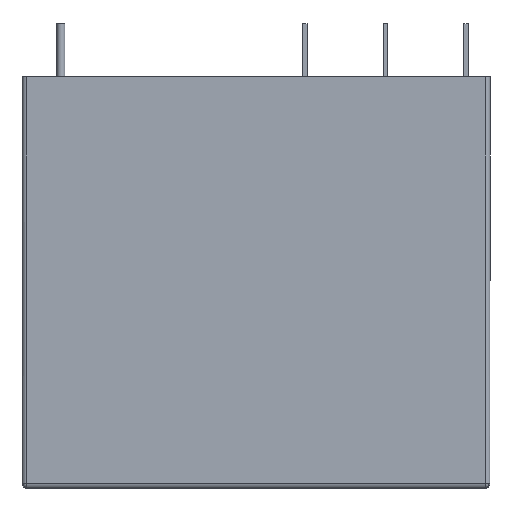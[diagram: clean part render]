
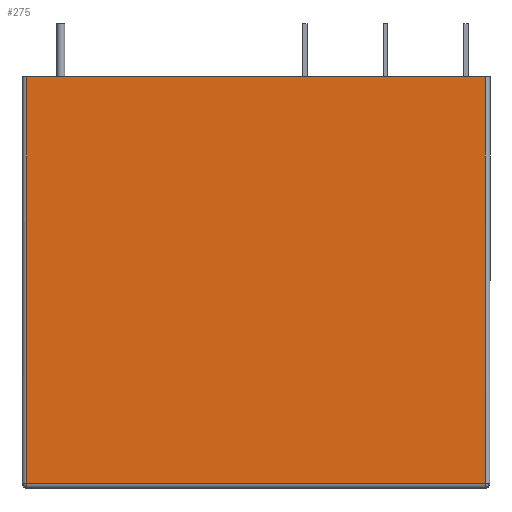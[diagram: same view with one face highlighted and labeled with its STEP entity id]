
A CAD part, front view. The second image highlights one B-rep face of the part: STEP entity #275.
In plain terms, the highlighted planar face has unit normal (0, -1, 0).
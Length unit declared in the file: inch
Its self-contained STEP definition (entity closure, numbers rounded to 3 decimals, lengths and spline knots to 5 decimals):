
#12 = LINE ( 'NONE', #1175, #410 ) ;
#35 = VERTEX_POINT ( 'NONE', #1376 ) ;
#110 = DIRECTION ( 'NONE',  ( 0., 0., 1. ) ) ;
#157 = EDGE_CURVE ( 'NONE', #35, #1672, #1643, .T. ) ;
#230 = CARTESIAN_POINT ( 'NONE',  ( 0.55906, -0.24803, 0. ) ) ;
#235 = VERTEX_POINT ( 'NONE', #1225 ) ;
#275 = ADVANCED_FACE ( 'NONE', ( #1521 ), #441, .T. ) ;
#287 = ORIENTED_EDGE ( 'NONE', *, *, #877, .T. ) ;
#374 = DIRECTION ( 'NONE',  ( 0., 0., -1. ) ) ;
#396 = CARTESIAN_POINT ( 'NONE',  ( 0.55906, -0.24803, -0.99213 ) ) ;
#410 = VECTOR ( 'NONE', #374, 39.37008 ) ;
#415 = DIRECTION ( 'NONE',  ( -1., 0., 0. ) ) ;
#439 = ORIENTED_EDGE ( 'NONE', *, *, #1029, .T. ) ;
#441 = PLANE ( 'NONE',  #691 ) ;
#538 = CARTESIAN_POINT ( 'NONE',  ( -0.57087, -0.24803, 0. ) ) ;
#564 = ORIENTED_EDGE ( 'NONE', *, *, #1258, .T. ) ;
#565 = DIRECTION ( 'NONE',  ( 0., 0., -1. ) ) ;
#691 = AXIS2_PLACEMENT_3D ( 'NONE', #1493, #1375, #565 ) ;
#870 = VECTOR ( 'NONE', #110, 39.37008 ) ;
#877 = EDGE_CURVE ( 'NONE', #1672, #1261, #1215, .T. ) ;
#878 = ORIENTED_EDGE ( 'NONE', *, *, #157, .T. ) ;
#1029 = EDGE_CURVE ( 'NONE', #1261, #235, #1371, .T. ) ;
#1043 = DIRECTION ( 'NONE',  ( 1., 0., 0. ) ) ;
#1175 = CARTESIAN_POINT ( 'NONE',  ( -0.55906, -0.24803, 0. ) ) ;
#1215 = LINE ( 'NONE', #1443, #870 ) ;
#1219 = EDGE_LOOP ( 'NONE', ( #878, #287, #439, #564 ) ) ;
#1225 = CARTESIAN_POINT ( 'NONE',  ( -0.55906, -0.24803, 0. ) ) ;
#1258 = EDGE_CURVE ( 'NONE', #235, #35, #12, .T. ) ;
#1261 = VERTEX_POINT ( 'NONE', #230 ) ;
#1284 = VECTOR ( 'NONE', #1043, 39.37008 ) ;
#1371 = LINE ( 'NONE', #538, #1677 ) ;
#1375 = DIRECTION ( 'NONE',  ( 0., -1., 0. ) ) ;
#1376 = CARTESIAN_POINT ( 'NONE',  ( -0.55906, -0.24803, -0.99213 ) ) ;
#1443 = CARTESIAN_POINT ( 'NONE',  ( 0.55906, -0.24803, 0. ) ) ;
#1493 = CARTESIAN_POINT ( 'NONE',  ( -0.57087, -0.24803, 0. ) ) ;
#1521 = FACE_OUTER_BOUND ( 'NONE', #1219, .T. ) ;
#1643 = LINE ( 'NONE', #1698, #1284 ) ;
#1672 = VERTEX_POINT ( 'NONE', #396 ) ;
#1677 = VECTOR ( 'NONE', #415, 39.37008 ) ;
#1698 = CARTESIAN_POINT ( 'NONE',  ( -0.57087, -0.24803, -0.99213 ) ) ;
